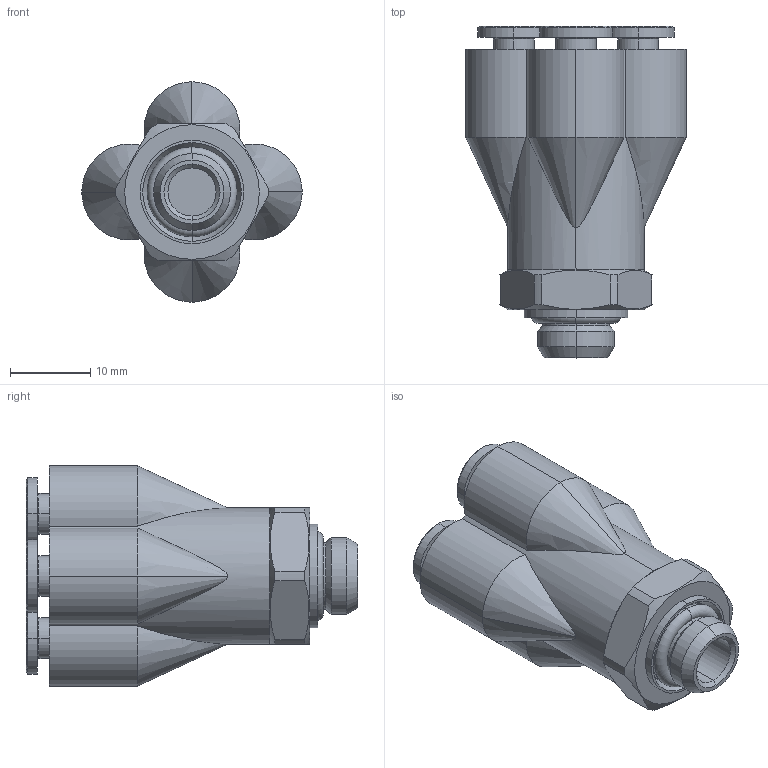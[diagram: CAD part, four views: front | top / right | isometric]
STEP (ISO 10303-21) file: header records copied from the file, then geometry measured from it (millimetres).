
FILE_DESCRIPTION (( 'STEP AP203' ), '1' );
FILE_NAME ('B0340011.STEP', '2012-08-27T08:08:42', ( 'UT1' ), ( 'sopra-pneumatic' ), 'SwSTEP 2.0', 'SolidWorks 2011', '' );
FILE_SCHEMA (( 'CONFIG_CONTROL_DESIGN' ));
Length unit declared in the file: millimetre
Products named in the file (1): B0340011
Bounding box: 27.5 x 41.4 x 27.5 mm (x, y, z)
Volume: 9667.2 mm3; surface area: 6061.4 mm2
Topology: 2 solids, 2 shells, 189 faces, 494 edges, 314 vertices
Faces by surface type: cylinder 96, cone 46, plane 43, torus 4
Entity records: 6233 total; most frequent: CARTESIAN_POINT 1246, DIRECTION 1152, ORIENTED_EDGE 988, EDGE_CURVE 494, AXIS2_PLACEMENT_3D 492, VERTEX_POINT 314, CIRCLE 302, EDGE_LOOP 212
